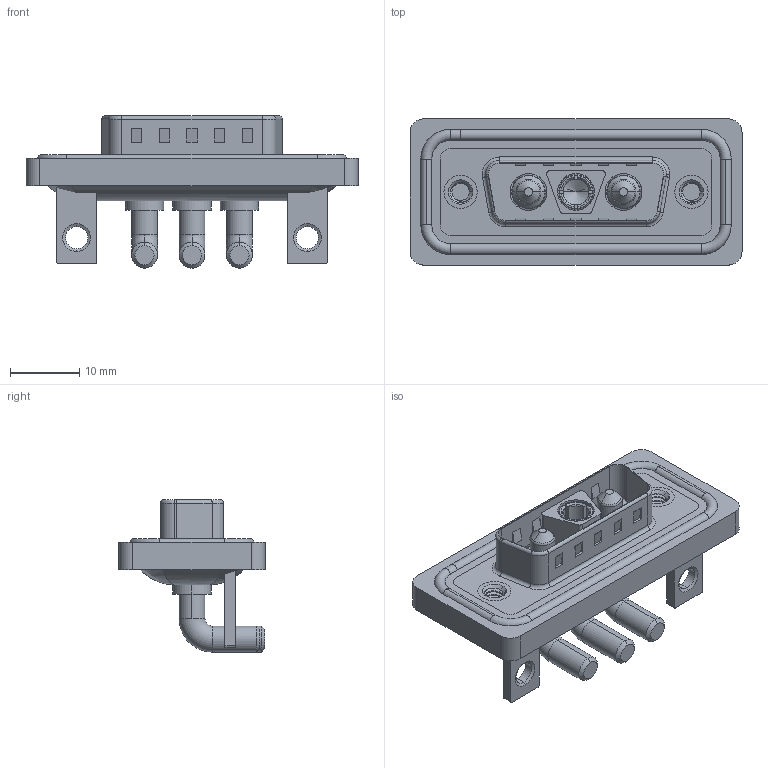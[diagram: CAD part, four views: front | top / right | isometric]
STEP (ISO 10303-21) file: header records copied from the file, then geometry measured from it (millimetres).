
FILE_DESCRIPTION (( 'STEP AP203' ), '1' );
FILE_NAME ('629W3WK3340-4NC.STEP', '2024-04-11T13:41:13', ( '' ), ( '' ), 'SwSTEP 2.0', 'SolidWorks 2023', '' );
FILE_SCHEMA (( 'CONFIG_CONTROL_DESIGN' ));
Length unit declared in the file: millimetre
Products named in the file (9): 629W3WK3340-4NC; 629Combo Housing_3WK3; 629Combo Threaded Rivet_B; 629Combo Stabilizer Bracket; Power Socket_40A RA; 629Combo Waterproof Housing_15 Contacts; 629Combo Shell Rear_15 Contacts; 629Combo Shell Front_15 Contacts; Power Pin_40A RA
Assembly tree (11 placements, depth 2):
  629W3WK3340-4NC
    629Combo Housing_3WK3
    629Combo Shell Rear_15 Contacts
    629Combo Shell Front_15 Contacts
    629Combo Waterproof Housing_15 Contacts
    629Combo Threaded Rivet_B  x2
    629Combo Stabilizer Bracket  x2
    Power Socket_40A RA
    Power Pin_40A RA  x2
Bounding box: 47.9 x 21.1 x 21.98 mm (x, y, z)
Volume: 6379.1 mm3; surface area: 10137.7 mm2
Topology: 15 solids, 15 shells, 659 faces, 1646 edges, 1038 vertices
Faces by surface type: cylinder 274, plane 251, torus 78, cone 43, bspline 13
Entity records: 20002 total; most frequent: CARTESIAN_POINT 5003, DIRECTION 3055, ORIENTED_EDGE 2850, EDGE_CURVE 1425, AXIS2_PLACEMENT_3D 1155, VERTEX_POINT 905, LINE 745, VECTOR 745
